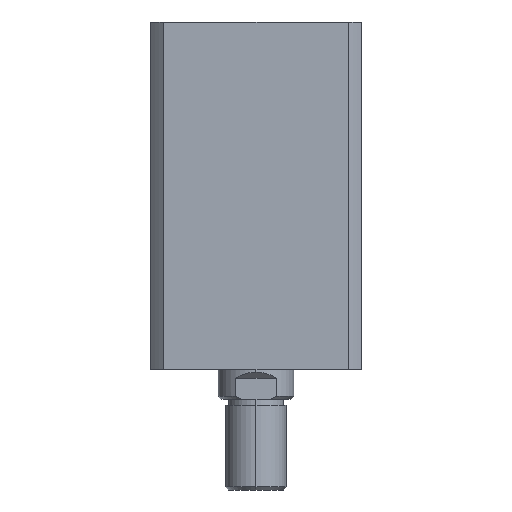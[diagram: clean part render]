
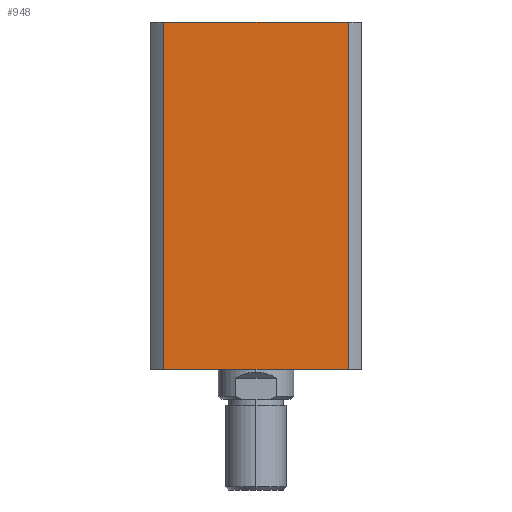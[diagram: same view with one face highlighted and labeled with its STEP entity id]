
A CAD part, left-side view. The second image highlights one B-rep face of the part: STEP entity #948.
In plain terms, the highlighted planar face has unit normal (-1, 0, 0).
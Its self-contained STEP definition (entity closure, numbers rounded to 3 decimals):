
#22 = ORIENTED_EDGE ( 'NONE', *, *, #3252, .T. ) ;
#41 = ORIENTED_EDGE ( 'NONE', *, *, #3250, .F. ) ;
#44 = ORIENTED_EDGE ( 'NONE', *, *, #3254, .T. ) ;
#51 = ORIENTED_EDGE ( 'NONE', *, *, #3251, .F. ) ;
#575 = VERTEX_POINT ( 'NONE', #688 ) ;
#648 = CARTESIAN_POINT ( 'NONE',  ( -35., 30.615, 0. ) ) ;
#688 = CARTESIAN_POINT ( 'NONE',  ( -35., 30.615, 115. ) ) ;
#893 = VERTEX_POINT ( 'NONE', #648 ) ;
#948 = ADVANCED_FACE ( 'NONE', ( #2660 ), #1054, .F. ) ;
#1007 = CARTESIAN_POINT ( 'NONE',  ( -35., 0., 115. ) ) ;
#1012 = DIRECTION ( 'NONE',  ( 1., 0., 0. ) ) ;
#1041 = DIRECTION ( 'NONE',  ( 0., 0., -1. ) ) ;
#1054 = PLANE ( 'NONE',  #3428 ) ;
#1058 = EDGE_LOOP ( 'NONE', ( #22, #51, #41, #44 ) ) ;
#1375 = CARTESIAN_POINT ( 'NONE',  ( -35., -30.615, 115. ) ) ;
#1390 = CARTESIAN_POINT ( 'NONE',  ( -35., -30.615, 0. ) ) ;
#2148 = DIRECTION ( 'NONE',  ( 0., -1., 0. ) ) ;
#2152 = DIRECTION ( 'NONE',  ( 0., 0., -1. ) ) ;
#2153 = CARTESIAN_POINT ( 'NONE',  ( -35., 0., 115. ) ) ;
#2157 = CARTESIAN_POINT ( 'NONE',  ( -35., -30.615, 115. ) ) ;
#2158 = DIRECTION ( 'NONE',  ( 0., 0., -1. ) ) ;
#2159 = CARTESIAN_POINT ( 'NONE',  ( -35., 0., 0. ) ) ;
#2160 = CARTESIAN_POINT ( 'NONE',  ( -35., 30.615, 115. ) ) ;
#2161 = DIRECTION ( 'NONE',  ( 0., -1., 0. ) ) ;
#2519 = VERTEX_POINT ( 'NONE', #1375 ) ;
#2534 = VERTEX_POINT ( 'NONE', #1390 ) ;
#2660 = FACE_OUTER_BOUND ( 'NONE', #1058, .T. ) ;
#3032 = LINE ( 'NONE', #2153, #3039 ) ;
#3038 = LINE ( 'NONE', #2157, #3041 ) ;
#3039 = VECTOR ( 'NONE', #2148, 1000. ) ;
#3040 = LINE ( 'NONE', #2159, #3043 ) ;
#3041 = VECTOR ( 'NONE', #2158, 1000. ) ;
#3043 = VECTOR ( 'NONE', #2161, 1000. ) ;
#3044 = LINE ( 'NONE', #2160, #3046 ) ;
#3046 = VECTOR ( 'NONE', #2152, 1000. ) ;
#3250 = EDGE_CURVE ( 'NONE', #575, #2519, #3032, .T. ) ;
#3251 = EDGE_CURVE ( 'NONE', #2519, #2534, #3038, .T. ) ;
#3252 = EDGE_CURVE ( 'NONE', #893, #2534, #3040, .T. ) ;
#3254 = EDGE_CURVE ( 'NONE', #575, #893, #3044, .T. ) ;
#3428 = AXIS2_PLACEMENT_3D ( 'NONE', #1007, #1012, #1041 ) ;
